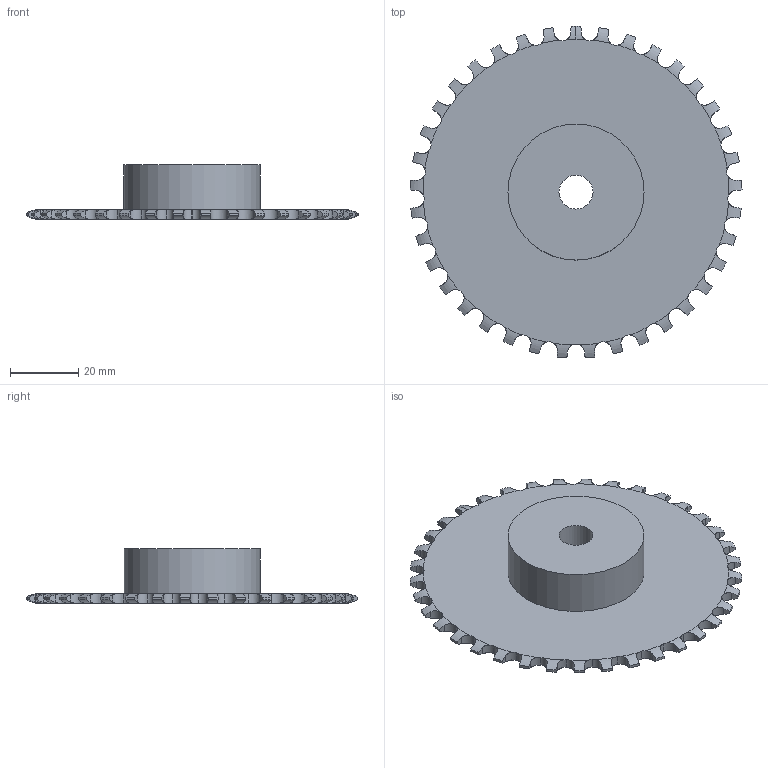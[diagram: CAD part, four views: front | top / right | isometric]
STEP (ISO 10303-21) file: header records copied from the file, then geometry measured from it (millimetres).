
FILE_DESCRIPTION(('FreeCAD Model'),'2;1');
FILE_NAME('Open CASCADE Shape Model','2021-03-07T16:54:07',( 'Simone Bignetti'),(''),'Open CASCADE STEP processor 7.4','FreeCAD', 'Unknown');
FILE_SCHEMA(('AUTOMOTIVE_DESIGN { 1 0 10303 214 1 1 1 1 }'));
Length unit declared in the file: millimetre
Products named in the file (1): Hole
Bounding box: 97.59 x 97.52 x 16 mm (x, y, z)
Volume: 34116.2 mm3; surface area: 16694.1 mm2
Topology: 1 solids, 1 shells, 267 faces, 864 edges, 601 vertices
Faces by surface type: cylinder 187, revolution 76, plane 4
Full cylindrical faces by diameter (mm): 10 x1, 40 x1
Entity records: 31562 total; most frequent: CARTESIAN_POINT 15987, DIRECTION 2546, ORIENTED_EDGE 1728, PCURVE 1728, DEFINITIONAL_REPRESENTATION 1728, LINE 1019, VECTOR 1019, B_SPLINE_CURVE_WITH_KNOTS 888
